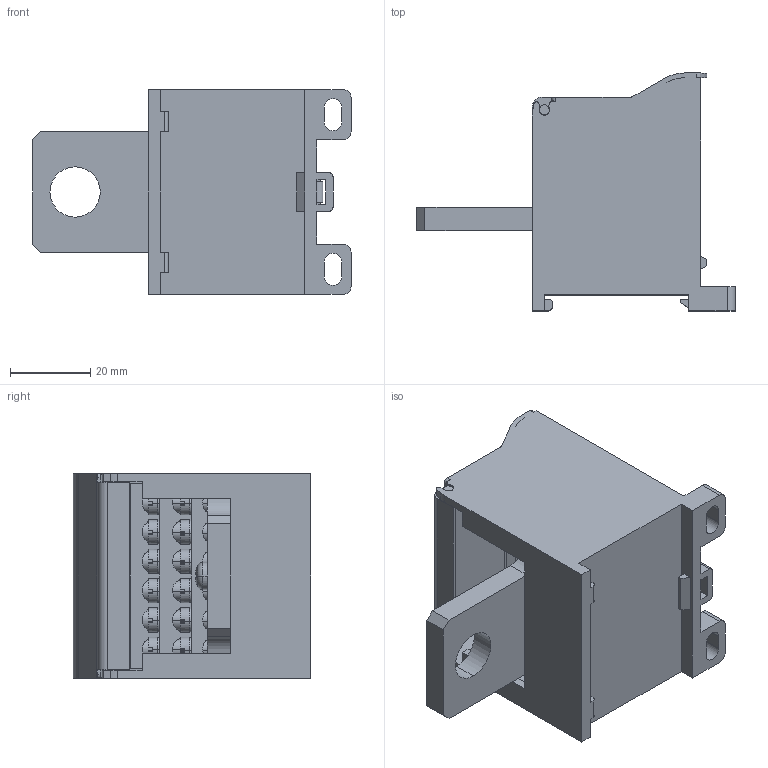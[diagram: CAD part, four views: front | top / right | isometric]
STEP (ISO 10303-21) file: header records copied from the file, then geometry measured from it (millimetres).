
FILE_DESCRIPTION((''),'2;1');
FILE_NAME('5YB576374_ASM','2023-11-29T',('dell'),(''),'PRO/ENGINEER BY PARAMETRIC TECHNOLOGY CORPORATION, 2013230','PRO/ENGINEER BY PARAMETRIC TECHNOLOGY CORPORATION, 2013230','');
FILE_SCHEMA(('AUTOMOTIVE_DESIGN { 1 0 10303 214 1 1 1 1 }'));
Length unit declared in the file: millimetre
Products named in the file (1): 5YB576374_ASM
Bounding box: 79.2 x 59.2 x 51 mm (x, y, z)
Volume: 71358.4 mm3; surface area: 37677.6 mm2
Topology: 1 solids, 4 shells, 982 faces, 2956 edges, 1901 vertices
Faces by surface type: plane 423, cylinder 347, cone 132, torus 40, sphere 38, bspline 2
Entity records: 37862 total; most frequent: CARTESIAN_POINT 9364, ORIENTED_EDGE 5816, DIRECTION 5501, EDGE_CURVE 2908, AXIS2_PLACEMENT_3D 2010, VERTEX_POINT 1901, VECTOR 1481, LINE 1481
